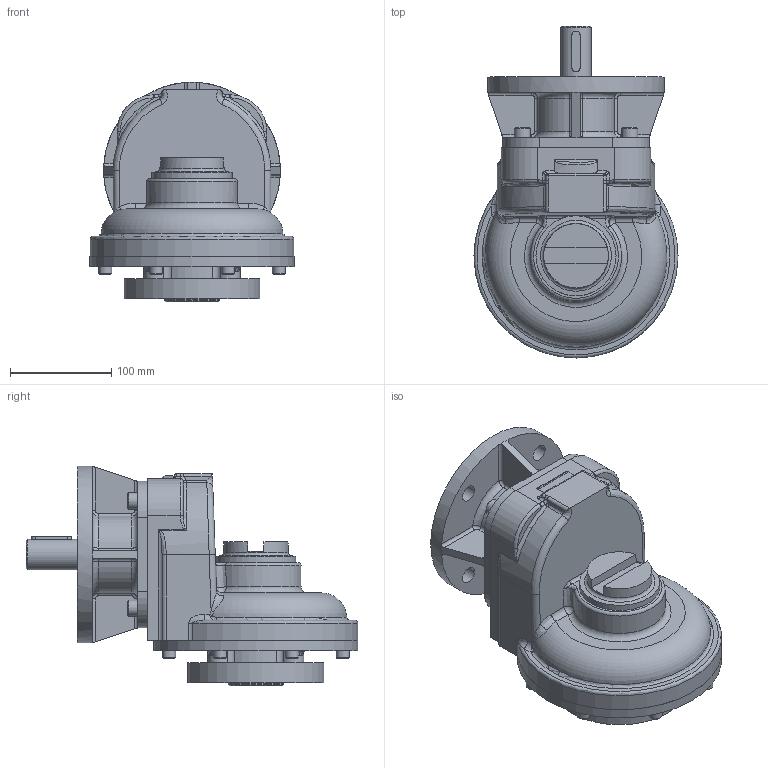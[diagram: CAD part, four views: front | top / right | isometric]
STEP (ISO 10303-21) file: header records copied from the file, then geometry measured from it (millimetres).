
FILE_DESCRIPTION(/* description */ ('Unknown'),/* implementation_level */ '2;1');
FILE_NAME(/* name */ 'PUBIB2-F14-F07_simplified',/* time_stamp */ '2015-12-09T16:46:27+00:00',/* author */ ('Unknown'),/* organization */ ('Unknown'),/* preprocessor_version */ 'ST-DEVELOPER v16',/* originating_system */ 'DEX',/* authorisation */ $);
FILE_SCHEMA (('AUTOMOTIVE_DESIGN {1 0 10303 214 3 1 1}'));
Length unit declared in the file: millimetre
Products named in the file (1): PUBIB2-F14-F07_simplified
Bounding box: 202 x 328.5 x 217.4 mm (x, y, z)
Surface area: 313430.3 mm2 (no closed solid volume)
Topology: 0 solids, 29 shells, 508 faces, 1505 edges, 1007 vertices
Faces by surface type: plane 194, cylinder 136, torus 69, bspline 67, cone 22, sphere 20
Full cylindrical faces by diameter (mm): 6.647 x4, 13 x8, 16 x4, 16.5 x8, 30 x1, 38.45 x1, 54.9 x1, 79.375 x1, 100.05 x1, 135 x1, 175 x1, 202 x1
Entity records: 21825 total; most frequent: CARTESIAN_POINT 7944, DIRECTION 2713, ORIENTED_EDGE 2424, EDGE_CURVE 1381, AXIS2_PLACEMENT_3D 1055, VERTEX_POINT 975, EDGE_LOOP 643, FACE_BOUND 643
